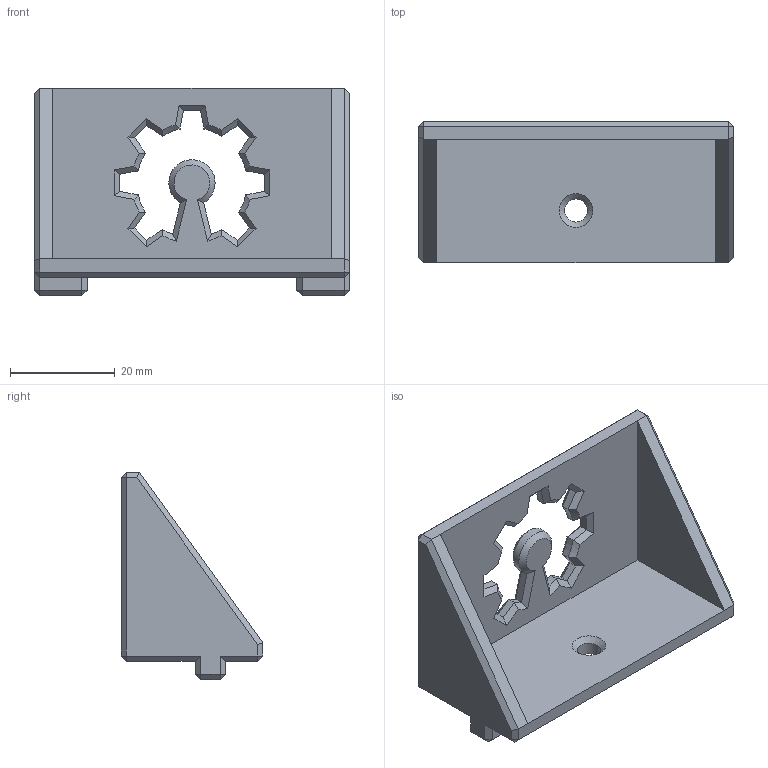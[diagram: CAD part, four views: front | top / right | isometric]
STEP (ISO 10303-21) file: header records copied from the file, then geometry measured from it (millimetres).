
FILE_DESCRIPTION(('FreeCAD Model'),'2;1');
FILE_NAME('Open CASCADE Shape Model','2022-12-01T20:58:48',('Author'),( ''),'Open CASCADE STEP processor 7.5','FreeCAD','Unknown');
FILE_SCHEMA(('AUTOMOTIVE_DESIGN { 1 0 10303 214 1 1 1 1 }'));
Length unit declared in the file: millimetre
Products named in the file (1): stamped.retainer
Bounding box: 60 x 27 x 39.5 mm (x, y, z)
Volume: 13953.6 mm3; surface area: 8979.7 mm2
Topology: 1 solids, 1 shells, 163 faces, 364 edges, 203 vertices
Faces by surface type: bspline 96, plane 65, cylinder 1, cone 1
Full cylindrical faces by diameter (mm): 4.4 x1
Entity records: 11899 total; most frequent: CARTESIAN_POINT 5735, ORIENTED_EDGE 728, PCURVE 728, DEFINITIONAL_REPRESENTATION 728, DIRECTION 676, B_SPLINE_CURVE_WITH_KNOTS 554, LINE 533, VECTOR 533
